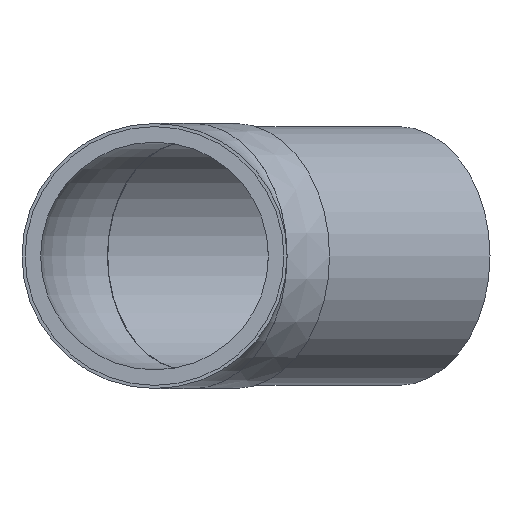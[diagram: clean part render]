
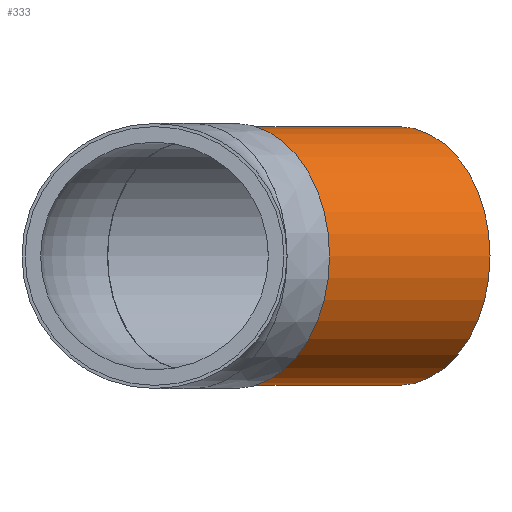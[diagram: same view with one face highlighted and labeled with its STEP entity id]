
A CAD part, front view. The second image highlights one B-rep face of the part: STEP entity #333.
In plain terms, the highlighted cylindrical face has radius 45 mm (diameter 90 mm), a full revolution.
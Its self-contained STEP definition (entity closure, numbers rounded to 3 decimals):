
#269=CARTESIAN_POINT('',(-3.536,60.104,0.));
#270=VERTEX_POINT('',#269);
#277=CARTESIAN_POINT('',(28.284,28.284,0.));
#278=DIRECTION('',(0.707,0.707,0.));
#279=DIRECTION('',(-0.707,0.707,0.));
#280=AXIS2_PLACEMENT_3D('',#277,#278,#279);
#281=CIRCLE('',#280,45.);
#282=EDGE_CURVE('',#270,#270,#281,.T.);
#309=CARTESIAN_POINT('',(53.033,116.673,0.));
#310=VERTEX_POINT('',#309);
#311=CARTESIAN_POINT('',(84.853,84.853,0.));
#312=DIRECTION('',(0.707,0.707,0.));
#313=DIRECTION('',(-0.707,0.707,0.));
#314=AXIS2_PLACEMENT_3D('',#311,#312,#313);
#315=CIRCLE('',#314,45.);
#316=EDGE_CURVE('',#310,#310,#315,.T.);
#317=ORIENTED_EDGE('',*,*,#316,.F.);
#318=CARTESIAN_POINT('',(24.749,88.388,0.));
#319=DIRECTION('',(0.707,0.707,0.));
#320=VECTOR('',#319,45.);
#321=LINE('',#318,#320);
#322=EDGE_CURVE('',#270,#310,#321,.T.);
#323=ORIENTED_EDGE('',*,*,#322,.F.);
#324=ORIENTED_EDGE('',*,*,#282,.T.);
#325=ORIENTED_EDGE('',*,*,#322,.T.);
#326=EDGE_LOOP('',(#317,#323,#324,#325));
#327=FACE_OUTER_BOUND('',#326,.T.);
#328=CARTESIAN_POINT('',(56.569,56.569,0.));
#329=DIRECTION('',(0.707,0.707,0.));
#330=DIRECTION('',(-0.707,0.707,0.));
#331=AXIS2_PLACEMENT_3D('',#328,#329,#330);
#332=CYLINDRICAL_SURFACE('',#331,45.);
#333=ADVANCED_FACE('',(#327),#332,.T.);
